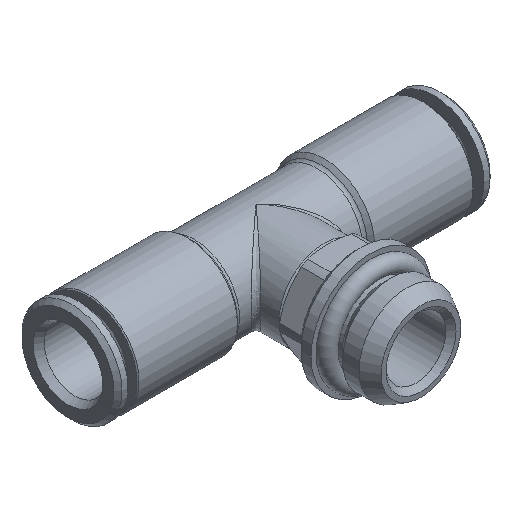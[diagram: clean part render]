
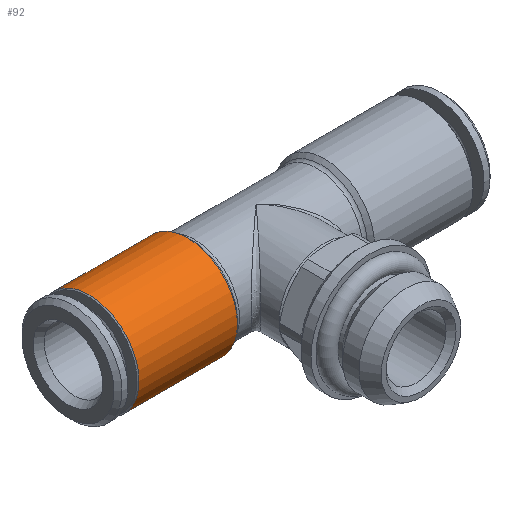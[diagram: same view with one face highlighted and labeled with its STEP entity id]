
A CAD part, isometric view. The second image highlights one B-rep face of the part: STEP entity #92.
In plain terms, the highlighted cylindrical face has radius 5 mm (diameter 10 mm), a full revolution.
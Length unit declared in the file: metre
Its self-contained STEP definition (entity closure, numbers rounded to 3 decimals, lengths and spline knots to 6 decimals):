
#92 = ADVANCED_FACE( 'NONE', ( #243, #244 ), #245, .T. );
#243 = FACE_OUTER_BOUND( '', #503, .T. );
#244 = FACE_OUTER_BOUND( '', #504, .T. );
#245 = CYLINDRICAL_SURFACE( '', #505, 0.005 );
#503 = EDGE_LOOP( '', ( #927 ) );
#504 = EDGE_LOOP( '', ( #928 ) );
#505 = AXIS2_PLACEMENT_3D( '', #929, #930, #931 );
#927 = ORIENTED_EDGE( '', *, *, #1375, .T. );
#928 = ORIENTED_EDGE( '', *, *, #1376, .F. );
#929 = CARTESIAN_POINT( '', ( 0., 0., 0. ) );
#930 = DIRECTION( '', ( -1., 0., 0. ) );
#931 = DIRECTION( '', ( 0., 0., 1. ) );
#1375 = EDGE_CURVE( 'NONE', #1540, #1540, #1541, .T. );
#1376 = EDGE_CURVE( 'NONE', #1542, #1542, #1543, .T. );
#1540 = VERTEX_POINT( '', #1784 );
#1541 = CIRCLE( '', #1785, 0.005 );
#1542 = VERTEX_POINT( '', #1786 );
#1543 = CIRCLE( '', #1787, 0.005 );
#1784 = CARTESIAN_POINT( '', ( -0.006854, 0., 0.005 ) );
#1785 = AXIS2_PLACEMENT_3D( '', #2254, #2255, #2256 );
#1786 = CARTESIAN_POINT( '', ( -0.0167, 0., 0.005 ) );
#1787 = AXIS2_PLACEMENT_3D( '', #2257, #2258, #2259 );
#2254 = CARTESIAN_POINT( '', ( -0.006854, 0., 0. ) );
#2255 = DIRECTION( '', ( -1., 0., 0. ) );
#2256 = DIRECTION( '', ( 0., 0., 1. ) );
#2257 = CARTESIAN_POINT( '', ( -0.0167, 0., 0. ) );
#2258 = DIRECTION( '', ( -1., 0., 0. ) );
#2259 = DIRECTION( '', ( 0., 0., 1. ) );
